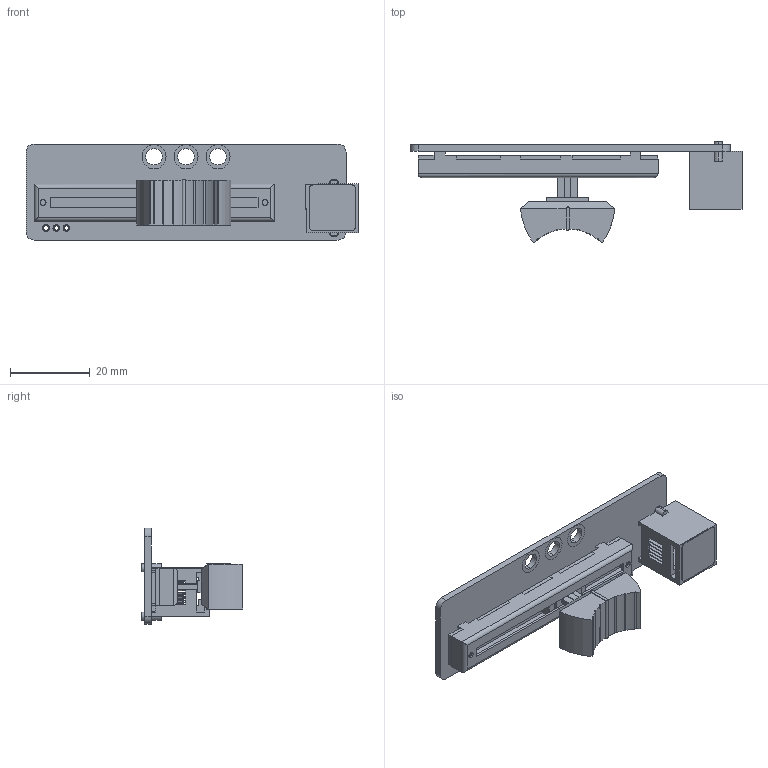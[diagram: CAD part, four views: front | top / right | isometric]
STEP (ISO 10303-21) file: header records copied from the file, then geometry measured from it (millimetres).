
FILE_DESCRIPTION (( 'STEP AP214' ), '1' );
FILE_NAME ('Me Slide Potentiometer V1.0.step', '2016-10-28T06:59:26', ( 'dell' ), ( '' ), 'SwSTEP 2.0', 'SolidWorks 2013', '' );
FILE_SCHEMA (( 'AUTOMOTIVE_DESIGN' ));
Length unit declared in the file: millimetre
Products named in the file (1): Me Slide Potentiometer V1.0
Bounding box: 83 x 25.39 x 24 mm (x, y, z)
Surface area: 10076.9 mm2 (no closed solid volume)
Topology: 0 solids, 7 shells, 292 faces, 1034 edges, 715 vertices
Faces by surface type: plane 184, cylinder 93, torus 13, bspline 2
Entity records: 14261 total; most frequent: CARTESIAN_POINT 2164, DIRECTION 1812, ORIENTED_EDGE 1740, EDGE_CURVE 1034, LINE 766, VECTOR 766, VERTEX_POINT 715, AXIS2_PLACEMENT_3D 523
